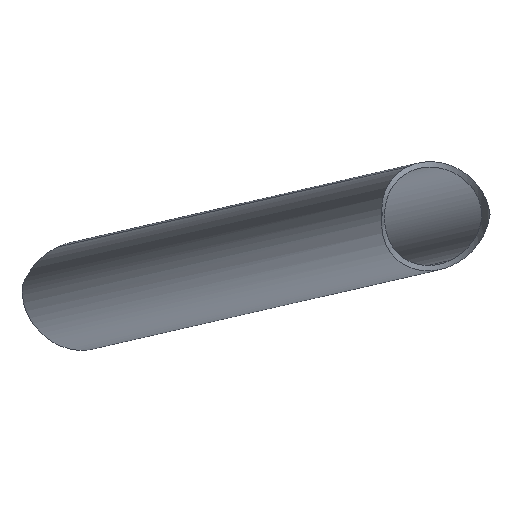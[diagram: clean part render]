
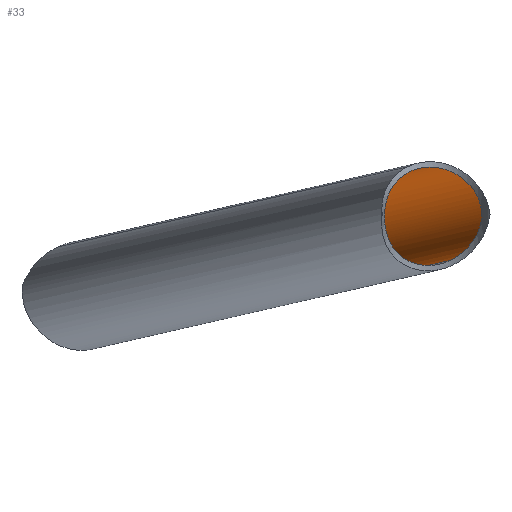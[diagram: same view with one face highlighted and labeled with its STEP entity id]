
A CAD part, left-side view. The second image highlights one B-rep face of the part: STEP entity #33.
In plain terms, the highlighted cylindrical face has radius 13.5 mm (diameter 27 mm), a partial arc.
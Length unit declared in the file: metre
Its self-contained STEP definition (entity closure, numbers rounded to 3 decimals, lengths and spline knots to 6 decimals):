
#33=ADVANCED_FACE('',(#67),#68,.F.);
#67=FACE_OUTER_BOUND('',#101,.T.);
#68=CYLINDRICAL_SURFACE('',#102,0.0135);
#101=EDGE_LOOP('',(#333,#334,#335,#336,#337));
#102=AXIS2_PLACEMENT_3D('',#338,#339,#340);
#333=ORIENTED_EDGE('',*,*,#402,.F.);
#334=ORIENTED_EDGE('',*,*,#403,.T.);
#335=ORIENTED_EDGE('',*,*,#404,.T.);
#336=ORIENTED_EDGE('',*,*,#405,.F.);
#337=ORIENTED_EDGE('',*,*,#406,.F.);
#338=CARTESIAN_POINT('',(-0.812052,-0.290779,0.190058));
#339=DIRECTION('',(0.992,0.125,-0.029));
#340=DIRECTION('',(-0.029,0.434,0.901));
#402=EDGE_CURVE('',#435,#436,#437,.T.);
#403=EDGE_CURVE('',#435,#438,#439,.T.);
#404=EDGE_CURVE('0:100',#438,#440,#441,.T.);
#405=EDGE_CURVE('',#442,#440,#443,.T.);
#406=EDGE_CURVE('',#436,#442,#444,.F.);
#435=VERTEX_POINT('',#486);
#436=VERTEX_POINT('',#487);
#437=LINE('',#488,#489);
#438=VERTEX_POINT('',#490);
#439=B_SPLINE_CURVE_WITH_KNOTS('',5,(#491,#492,#493,#494,#495,#496,#497,#498,#499,#500,#501,#502,#503,#504,#505,#506,#507,#508,#509,#510,#511),.UNSPECIFIED.,.F.,.F.,(6,3,3,3,3,3,6),(-31.389588,-30.075894,-23.905279,-19.056112,-12.394788,-6.985923,-0.0),.UNSPECIFIED.);
#440=VERTEX_POINT('',#512);
#441=B_SPLINE_CURVE_WITH_KNOTS('',5,(#513,#514,#515,#516,#517,#518,#519,#520,#521,#522,#523,#524,#525,#526,#527,#528,#529,#530),.UNSPECIFIED.,.F.,.F.,(6,3,3,3,3,6),(-129.757794,-121.10207,-114.454838,-108.547564,-105.895163,-97.994815),.UNSPECIFIED.);
#442=VERTEX_POINT('',#531);
#443=LINE('',#532,#533);
#444=B_SPLINE_CURVE_WITH_KNOTS('',5,(#534,#535,#536,#537,#538,#539,#540,#541,#542,#543,#544,#545,#546,#547,#548,#549,#550,#551,#552,#553,#554,#555,#556,#557,#558,#559,#560,#561,#562,#563,#564,#565,#566,#567,#568,#569,#570,#571),.UNSPECIFIED.,.F.,.F.,(6,3,3,3,3,3,3,5,3,3,3,6),(-98.46028,-92.110101,-83.231332,-79.054019,-75.854468,-72.20282,-69.472364,-65.66934,-58.553908,-52.390452,-40.51163,-34.893676),.UNSPECIFIED.);
#486=CARTESIAN_POINT('',(-0.663818,-0.266213,0.197931));
#487=CARTESIAN_POINT('',(-1.429439,-0.362611,0.220015));
#488=CARTESIAN_POINT('',(-0.812438,-0.284926,0.202218));
#489=VECTOR('',#989,1.0);
#490=CARTESIAN_POINT('',(-0.658701,-0.283731,0.191537));
#491=CARTESIAN_POINT('',(-0.663818,-0.266213,0.197931));
#492=CARTESIAN_POINT('',(-0.663884,-0.266376,0.198007));
#493=CARTESIAN_POINT('',(-0.663949,-0.266541,0.198081));
#494=CARTESIAN_POINT('',(-0.664011,-0.266707,0.198153));
#495=CARTESIAN_POINT('',(-0.664358,-0.267666,0.198552));
#496=CARTESIAN_POINT('',(-0.66464,-0.268684,0.198877));
#497=CARTESIAN_POINT('',(-0.664819,-0.269562,0.199087));
#498=CARTESIAN_POINT('',(-0.665024,-0.271174,0.199336));
#499=CARTESIAN_POINT('',(-0.665011,-0.272814,0.199342));
#500=CARTESIAN_POINT('',(-0.664962,-0.273532,0.199295));
#501=CARTESIAN_POINT('',(-0.664744,-0.275207,0.199067));
#502=CARTESIAN_POINT('',(-0.664306,-0.276772,0.19858));
#503=CARTESIAN_POINT('',(-0.663988,-0.277622,0.198219));
#504=CARTESIAN_POINT('',(-0.663324,-0.279049,0.197449));
#505=CARTESIAN_POINT('',(-0.662532,-0.280267,0.196502));
#506=CARTESIAN_POINT('',(-0.662158,-0.28077,0.196048));
#507=CARTESIAN_POINT('',(-0.661267,-0.281827,0.194951));
#508=CARTESIAN_POINT('',(-0.660321,-0.282673,0.19374));
#509=CARTESIAN_POINT('',(-0.659779,-0.283086,0.193029));
#510=CARTESIAN_POINT('',(-0.659236,-0.283438,0.192294));
#511=CARTESIAN_POINT('',(-0.658701,-0.283731,0.191537));
#512=CARTESIAN_POINT('',(-0.661185,-0.277685,0.173559));
#513=CARTESIAN_POINT('',(-0.658701,-0.283731,0.191537));
#514=CARTESIAN_POINT('',(-0.658037,-0.284094,0.190598));
#515=CARTESIAN_POINT('',(-0.657375,-0.284373,0.18961));
#516=CARTESIAN_POINT('',(-0.656734,-0.284566,0.188575));
#517=CARTESIAN_POINT('',(-0.655664,-0.284754,0.18664));
#518=CARTESIAN_POINT('',(-0.654995,-0.284615,0.184478));
#519=CARTESIAN_POINT('',(-0.654821,-0.284484,0.183483));
#520=CARTESIAN_POINT('',(-0.654902,-0.284084,0.181605));
#521=CARTESIAN_POINT('',(-0.65554,-0.283466,0.179914));
#522=CARTESIAN_POINT('',(-0.655925,-0.283137,0.179185));
#523=CARTESIAN_POINT('',(-0.656543,-0.282611,0.178199));
#524=CARTESIAN_POINT('',(-0.657223,-0.282012,0.177311));
#525=CARTESIAN_POINT('',(-0.657439,-0.281819,0.177044));
#526=CARTESIAN_POINT('',(-0.658307,-0.281023,0.176018));
#527=CARTESIAN_POINT('',(-0.659213,-0.280115,0.175124));
#528=CARTESIAN_POINT('',(-0.65989,-0.27937,0.174524));
#529=CARTESIAN_POINT('',(-0.660552,-0.278559,0.174));
#530=CARTESIAN_POINT('',(-0.661185,-0.277685,0.173559));
#531=CARTESIAN_POINT('',(-1.425406,-0.373906,0.195603));
#532=CARTESIAN_POINT('',(-0.811666,-0.296632,0.177899));
#533=VECTOR('',#990,1.0);
#534=CARTESIAN_POINT('',(-1.425406,-0.373906,0.195603));
#535=CARTESIAN_POINT('',(-1.425725,-0.374705,0.195977));
#536=CARTESIAN_POINT('',(-1.426086,-0.375462,0.196402));
#537=CARTESIAN_POINT('',(-1.426481,-0.376176,0.196869));
#538=CARTESIAN_POINT('',(-1.42749,-0.377783,0.198079));
#539=CARTESIAN_POINT('',(-1.428611,-0.379144,0.199484));
#540=CARTESIAN_POINT('',(-1.429285,-0.379853,0.20036));
#541=CARTESIAN_POINT('',(-1.430288,-0.380778,0.201732));
#542=CARTESIAN_POINT('',(-1.431233,-0.381506,0.203252));
#543=CARTESIAN_POINT('',(-1.431527,-0.381717,0.203755));
#544=CARTESIAN_POINT('',(-1.432018,-0.382051,0.204675));
#545=CARTESIAN_POINT('',(-1.432433,-0.3823,0.205656));
#546=CARTESIAN_POINT('',(-1.432594,-0.382391,0.206095));
#547=CARTESIAN_POINT('',(-1.432887,-0.382541,0.207058));
#548=CARTESIAN_POINT('',(-1.433044,-0.382589,0.208059));
#549=CARTESIAN_POINT('',(-1.433081,-0.382581,0.208595));
#550=CARTESIAN_POINT('',(-1.433066,-0.382511,0.209527));
#551=CARTESIAN_POINT('',(-1.432932,-0.382349,0.210425));
#552=CARTESIAN_POINT('',(-1.432856,-0.382265,0.210801));
#553=CARTESIAN_POINT('',(-1.43264,-0.38203,0.211677));
#554=CARTESIAN_POINT('',(-1.432357,-0.381723,0.2125));
#555=CARTESIAN_POINT('',(-1.432178,-0.381524,0.212962));
#556=CARTESIAN_POINT('',(-1.43199,-0.381305,0.213407));
#557=CARTESIAN_POINT('',(-1.431796,-0.381069,0.213837));
#558=CARTESIAN_POINT('',(-1.431433,-0.380628,0.214641));
#559=CARTESIAN_POINT('',(-1.431044,-0.380118,0.215404));
#560=CARTESIAN_POINT('',(-1.430652,-0.379545,0.216127));
#561=CARTESIAN_POINT('',(-1.429936,-0.378359,0.217399));
#562=CARTESIAN_POINT('',(-1.429286,-0.376963,0.218508));
#563=CARTESIAN_POINT('',(-1.429005,-0.376271,0.218985));
#564=CARTESIAN_POINT('',(-1.428265,-0.374122,0.220252));
#565=CARTESIAN_POINT('',(-1.427821,-0.371637,0.221092));
#566=CARTESIAN_POINT('',(-1.427705,-0.369875,0.221416));
#567=CARTESIAN_POINT('',(-1.427892,-0.367231,0.221448));
#568=CARTESIAN_POINT('',(-1.428552,-0.364769,0.220884));
#569=CARTESIAN_POINT('',(-1.42881,-0.364009,0.220644));
#570=CARTESIAN_POINT('',(-1.429108,-0.363288,0.220352));
#571=CARTESIAN_POINT('',(-1.429439,-0.362611,0.220015));
#989=DIRECTION('',(-0.992,-0.125,0.029));
#990=DIRECTION('',(0.992,0.125,-0.029));
